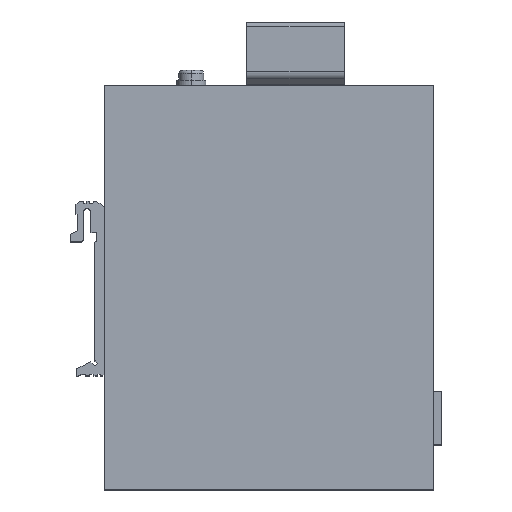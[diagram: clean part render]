
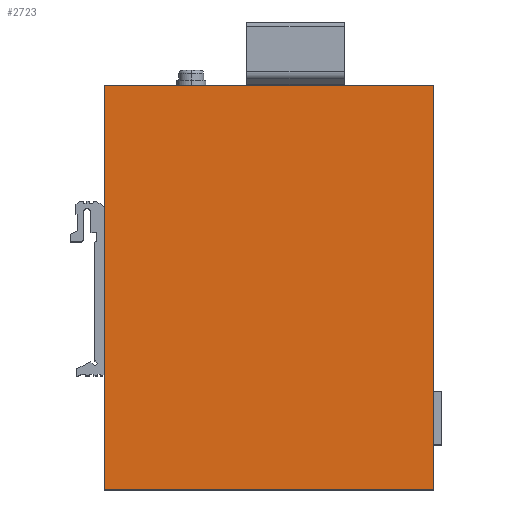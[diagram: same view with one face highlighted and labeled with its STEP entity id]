
A CAD part, top view. The second image highlights one B-rep face of the part: STEP entity #2723.
In plain terms, the highlighted planar face has unit normal (0, 0, 1).
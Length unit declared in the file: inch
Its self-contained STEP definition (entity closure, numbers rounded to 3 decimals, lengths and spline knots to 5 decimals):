
#427 = ORIENTED_EDGE ( 'NONE', *, *, #529, .F. ) ;
#529 = EDGE_CURVE ( 'NONE', #2268, #3281, #10884, .T. ) ;
#575 = CARTESIAN_POINT ( 'NONE',  ( 3.62205, 4.33071, 1.78346 ) ) ;
#1051 = EDGE_CURVE ( 'NONE', #3281, #3782, #4192, .T. ) ;
#1133 = DIRECTION ( 'NONE',  ( 0., 0., -1. ) ) ;
#1191 = CARTESIAN_POINT ( 'NONE',  ( 3.62205, 4.33071, 1.78346 ) ) ;
#1956 = AXIS2_PLACEMENT_3D ( 'NONE', #1191, #1133, #8939 ) ;
#2268 = VERTEX_POINT ( 'NONE', #10682 ) ;
#2362 = EDGE_CURVE ( 'NONE', #3782, #7332, #9896, .T. ) ;
#2723 = ADVANCED_FACE ( 'NONE', ( #8144 ), #5614, .F. ) ;
#3281 = VERTEX_POINT ( 'NONE', #9295 ) ;
#3782 = VERTEX_POINT ( 'NONE', #6851 ) ;
#3993 = CARTESIAN_POINT ( 'NONE',  ( 3.62205, 0., 1.78346 ) ) ;
#4185 = ORIENTED_EDGE ( 'NONE', *, *, #1051, .F. ) ;
#4192 = LINE ( 'NONE', #10144, #7603 ) ;
#4307 = DIRECTION ( 'NONE',  ( 0., 1., 0. ) ) ;
#5614 = PLANE ( 'NONE',  #1956 ) ;
#6167 = DIRECTION ( 'NONE',  ( 0., -1., 0. ) ) ;
#6851 = CARTESIAN_POINT ( 'NONE',  ( 0.09843, 4.33071, 1.78346 ) ) ;
#6937 = VECTOR ( 'NONE', #6167, 39.37008 ) ;
#7332 = VERTEX_POINT ( 'NONE', #575 ) ;
#7338 = VECTOR ( 'NONE', #7998, 39.37008 ) ;
#7603 = VECTOR ( 'NONE', #4307, 39.37008 ) ;
#7998 = DIRECTION ( 'NONE',  ( 1., 0., 0. ) ) ;
#8144 = FACE_OUTER_BOUND ( 'NONE', #10493, .T. ) ;
#8194 = EDGE_CURVE ( 'NONE', #7332, #2268, #10330, .T. ) ;
#8372 = ORIENTED_EDGE ( 'NONE', *, *, #8194, .F. ) ;
#8487 = ORIENTED_EDGE ( 'NONE', *, *, #2362, .F. ) ;
#8939 = DIRECTION ( 'NONE',  ( -1., 0., 0. ) ) ;
#8992 = VECTOR ( 'NONE', #9826, 39.37008 ) ;
#9295 = CARTESIAN_POINT ( 'NONE',  ( 0.09843, 0., 1.78346 ) ) ;
#9826 = DIRECTION ( 'NONE',  ( -1., 0., 0. ) ) ;
#9896 = LINE ( 'NONE', #10738, #7338 ) ;
#10144 = CARTESIAN_POINT ( 'NONE',  ( 0.09843, 4.33071, 1.78346 ) ) ;
#10330 = LINE ( 'NONE', #10499, #6937 ) ;
#10493 = EDGE_LOOP ( 'NONE', ( #427, #8372, #8487, #4185 ) ) ;
#10499 = CARTESIAN_POINT ( 'NONE',  ( 3.62205, 4.33071, 1.78346 ) ) ;
#10682 = CARTESIAN_POINT ( 'NONE',  ( 3.62205, 0., 1.78346 ) ) ;
#10738 = CARTESIAN_POINT ( 'NONE',  ( 3.62205, 4.33071, 1.78346 ) ) ;
#10884 = LINE ( 'NONE', #3993, #8992 ) ;
